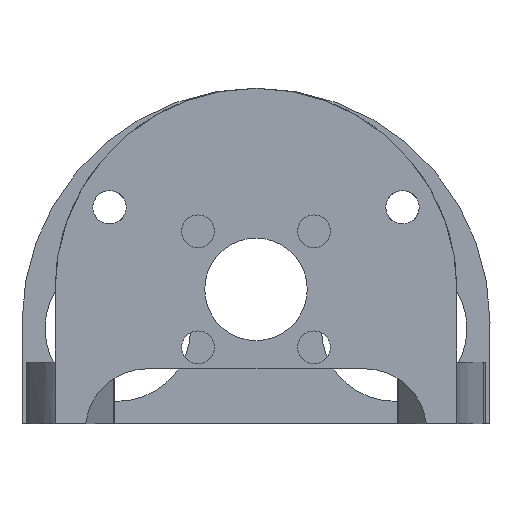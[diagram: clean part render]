
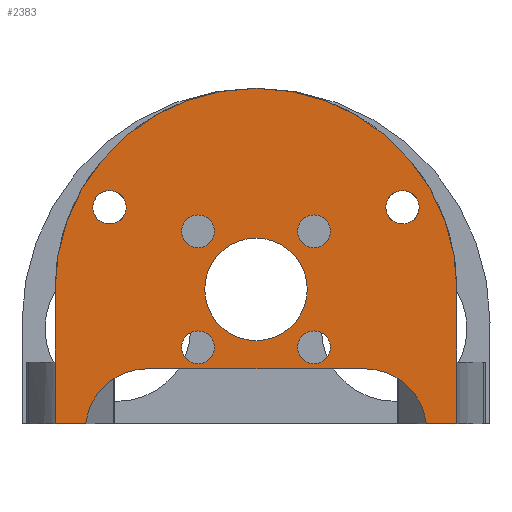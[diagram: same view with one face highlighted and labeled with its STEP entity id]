
A CAD part, left-side view. The second image highlights one B-rep face of the part: STEP entity #2383.
In plain terms, the highlighted planar face has unit normal (-1, 0, 0).
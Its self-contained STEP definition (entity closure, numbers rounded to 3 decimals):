
#43=FACE_BOUND('',#872,.T.);
#44=FACE_BOUND('',#873,.T.);
#45=FACE_BOUND('',#874,.T.);
#46=FACE_BOUND('',#875,.T.);
#47=FACE_BOUND('',#876,.T.);
#48=FACE_BOUND('',#877,.T.);
#49=FACE_BOUND('',#878,.T.);
#288=LINE('',#3947,#514);
#289=LINE('',#3950,#515);
#293=LINE('',#3990,#519);
#303=LINE('',#4013,#529);
#312=LINE('',#4059,#538);
#313=LINE('',#4061,#539);
#314=LINE('',#4063,#540);
#514=VECTOR('',#3166,10.);
#515=VECTOR('',#3169,10.);
#519=VECTOR('',#3177,10.);
#529=VECTOR('',#3203,10.);
#538=VECTOR('',#3258,10.);
#539=VECTOR('',#3261,10.);
#540=VECTOR('',#3264,10.);
#621=PLANE('',#2623);
#735=FACE_OUTER_BOUND('',#871,.T.);
#871=EDGE_LOOP('',(#2189,#2190,#2191,#2192,#2193,#2194,#2195,#2196,#2197,
#2198));
#872=EDGE_LOOP('',(#2199));
#873=EDGE_LOOP('',(#2200));
#874=EDGE_LOOP('',(#2201));
#875=EDGE_LOOP('',(#2202));
#876=EDGE_LOOP('',(#2203));
#877=EDGE_LOOP('',(#2204));
#878=EDGE_LOOP('',(#2205));
#932=CIRCLE('',#2460,19.6);
#942=CIRCLE('',#2476,1.625);
#945=CIRCLE('',#2480,1.625);
#988=CIRCLE('',#2600,6.);
#989=CIRCLE('',#2602,6.);
#996=CIRCLE('',#2611,1.6);
#997=CIRCLE('',#2613,1.6);
#998=CIRCLE('',#2615,5.);
#999=CIRCLE('',#2617,1.6);
#1000=CIRCLE('',#2619,1.6);
#1069=VERTEX_POINT('',#3484);
#1070=VERTEX_POINT('',#3486);
#1092=VERTEX_POINT('',#3545);
#1097=VERTEX_POINT('',#3557);
#1184=VERTEX_POINT('',#3854);
#1186=VERTEX_POINT('',#3874);
#1196=VERTEX_POINT('',#3936);
#1197=VERTEX_POINT('',#3949);
#1200=VERTEX_POINT('',#3978);
#1206=VERTEX_POINT('',#4011);
#1208=VERTEX_POINT('',#4017);
#1209=VERTEX_POINT('',#4021);
#1216=VERTEX_POINT('',#4039);
#1217=VERTEX_POINT('',#4043);
#1218=VERTEX_POINT('',#4047);
#1219=VERTEX_POINT('',#4051);
#1220=VERTEX_POINT('',#4055);
#1296=EDGE_CURVE('',#1069,#1070,#932,.T.);
#1328=EDGE_CURVE('',#1092,#1092,#942,.T.);
#1334=EDGE_CURVE('',#1097,#1097,#945,.T.);
#1508=EDGE_CURVE('',#1186,#1196,#288,.T.);
#1509=EDGE_CURVE('',#1196,#1197,#289,.T.);
#1515=EDGE_CURVE('',#1200,#1184,#293,.T.);
#1527=EDGE_CURVE('',#1206,#1200,#303,.T.);
#1530=EDGE_CURVE('',#1206,#1208,#988,.F.);
#1531=EDGE_CURVE('',#1209,#1197,#989,.F.);
#1541=EDGE_CURVE('',#1216,#1216,#996,.T.);
#1543=EDGE_CURVE('',#1217,#1217,#997,.T.);
#1545=EDGE_CURVE('',#1218,#1218,#998,.T.);
#1547=EDGE_CURVE('',#1219,#1219,#999,.T.);
#1549=EDGE_CURVE('',#1220,#1220,#1000,.T.);
#1550=EDGE_CURVE('',#1208,#1209,#312,.T.);
#1551=EDGE_CURVE('',#1070,#1186,#313,.T.);
#1552=EDGE_CURVE('',#1184,#1069,#314,.T.);
#2189=ORIENTED_EDGE('',*,*,#1527,.F.);
#2190=ORIENTED_EDGE('',*,*,#1530,.T.);
#2191=ORIENTED_EDGE('',*,*,#1550,.T.);
#2192=ORIENTED_EDGE('',*,*,#1531,.T.);
#2193=ORIENTED_EDGE('',*,*,#1509,.F.);
#2194=ORIENTED_EDGE('',*,*,#1508,.F.);
#2195=ORIENTED_EDGE('',*,*,#1551,.F.);
#2196=ORIENTED_EDGE('',*,*,#1296,.F.);
#2197=ORIENTED_EDGE('',*,*,#1552,.F.);
#2198=ORIENTED_EDGE('',*,*,#1515,.F.);
#2199=ORIENTED_EDGE('',*,*,#1328,.T.);
#2200=ORIENTED_EDGE('',*,*,#1334,.T.);
#2201=ORIENTED_EDGE('',*,*,#1549,.F.);
#2202=ORIENTED_EDGE('',*,*,#1547,.F.);
#2203=ORIENTED_EDGE('',*,*,#1545,.F.);
#2204=ORIENTED_EDGE('',*,*,#1543,.F.);
#2205=ORIENTED_EDGE('',*,*,#1541,.F.);
#2383=ADVANCED_FACE('',(#735,#43,#44,#45,#46,#47,#48,#49),#621,.F.);
#2460=AXIS2_PLACEMENT_3D('',#3487,#2755,#2756);
#2476=AXIS2_PLACEMENT_3D('',#3547,#2809,#2810);
#2480=AXIS2_PLACEMENT_3D('',#3559,#2820,#2821);
#2600=AXIS2_PLACEMENT_3D('',#4019,#3209,#3210);
#2602=AXIS2_PLACEMENT_3D('',#4022,#3213,#3214);
#2611=AXIS2_PLACEMENT_3D('',#4041,#3234,#3235);
#2613=AXIS2_PLACEMENT_3D('',#4045,#3239,#3240);
#2615=AXIS2_PLACEMENT_3D('',#4049,#3244,#3245);
#2617=AXIS2_PLACEMENT_3D('',#4053,#3249,#3250);
#2619=AXIS2_PLACEMENT_3D('',#4057,#3254,#3255);
#2623=AXIS2_PLACEMENT_3D('',#4064,#3265,#3266);
#2755=DIRECTION('center_axis',(1.,0.,0.));
#2756=DIRECTION('ref_axis',(0.,1.,0.));
#2809=DIRECTION('center_axis',(1.,0.,0.));
#2810=DIRECTION('ref_axis',(0.,1.,0.));
#2820=DIRECTION('center_axis',(1.,0.,0.));
#2821=DIRECTION('ref_axis',(0.,1.,0.));
#3166=DIRECTION('',(0.,0.,-1.));
#3169=DIRECTION('',(0.,1.,0.));
#3177=DIRECTION('',(0.,0.,1.));
#3203=DIRECTION('',(0.,1.,0.));
#3209=DIRECTION('center_axis',(-1.,0.,0.));
#3210=DIRECTION('ref_axis',(0.,0.994,0.109));
#3213=DIRECTION('center_axis',(-1.,0.,0.));
#3214=DIRECTION('ref_axis',(0.,-0.994,0.109));
#3234=DIRECTION('center_axis',(-1.,0.,0.));
#3235=DIRECTION('ref_axis',(0.,0.,1.));
#3239=DIRECTION('center_axis',(-1.,0.,0.));
#3240=DIRECTION('ref_axis',(0.,0.,1.));
#3244=DIRECTION('center_axis',(-1.,0.,0.));
#3245=DIRECTION('ref_axis',(0.,0.,1.));
#3249=DIRECTION('center_axis',(-1.,0.,0.));
#3250=DIRECTION('ref_axis',(0.,0.,1.));
#3254=DIRECTION('center_axis',(-1.,0.,0.));
#3255=DIRECTION('ref_axis',(0.,0.,1.));
#3258=DIRECTION('',(0.,-1.,0.));
#3261=DIRECTION('',(0.,0.,-1.));
#3264=DIRECTION('',(0.,0.,1.));
#3265=DIRECTION('center_axis',(1.,0.,0.));
#3266=DIRECTION('ref_axis',(0.,0.,1.));
#3484=CARTESIAN_POINT('',(10.1,19.6,0.001));
#3486=CARTESIAN_POINT('',(10.1,-19.6,0.001));
#3487=CARTESIAN_POINT('Origin',(10.1,0.,0.001));
#3545=CARTESIAN_POINT('',(10.099,-15.913,8.001));
#3547=CARTESIAN_POINT('Origin',(10.099,-14.288,8.001));
#3557=CARTESIAN_POINT('',(10.099,12.663,8.001));
#3559=CARTESIAN_POINT('Origin',(10.099,14.288,8.001));
#3854=CARTESIAN_POINT('',(10.101,19.6,-7.099));
#3874=CARTESIAN_POINT('',(10.101,-19.6,-7.099));
#3936=CARTESIAN_POINT('',(10.101,-19.6,-13.099));
#3947=CARTESIAN_POINT('',(10.1,-19.6,0.001));
#3949=CARTESIAN_POINT('',(10.101,-16.6,-13.099));
#3950=CARTESIAN_POINT('',(10.101,-19.6,-13.099));
#3978=CARTESIAN_POINT('',(10.101,19.6,-13.099));
#3990=CARTESIAN_POINT('',(10.101,19.6,-13.099));
#4011=CARTESIAN_POINT('',(10.101,16.6,-13.099));
#4013=CARTESIAN_POINT('',(10.101,16.6,-13.099));
#4017=CARTESIAN_POINT('',(10.101,10.636,-7.756));
#4019=CARTESIAN_POINT('Origin',(10.101,10.636,-13.756));
#4021=CARTESIAN_POINT('',(10.101,-10.636,-7.756));
#4022=CARTESIAN_POINT('Origin',(10.101,-10.636,-13.756));
#4039=CARTESIAN_POINT('',(10.101,5.657,-7.256));
#4041=CARTESIAN_POINT('Origin',(10.1,5.657,-5.656));
#4043=CARTESIAN_POINT('',(10.101,-5.657,-7.256));
#4045=CARTESIAN_POINT('Origin',(10.1,-5.657,-5.656));
#4047=CARTESIAN_POINT('',(10.1,0.,-4.999));
#4049=CARTESIAN_POINT('Origin',(10.1,0.,0.001));
#4051=CARTESIAN_POINT('',(10.1,5.657,4.058));
#4053=CARTESIAN_POINT('Origin',(10.1,5.657,5.658));
#4055=CARTESIAN_POINT('',(10.1,-5.657,4.058));
#4057=CARTESIAN_POINT('Origin',(10.1,-5.657,5.658));
#4059=CARTESIAN_POINT('',(10.101,16.6,-7.756));
#4061=CARTESIAN_POINT('',(10.1,-19.6,0.001));
#4063=CARTESIAN_POINT('',(10.101,19.6,-13.099));
#4064=CARTESIAN_POINT('Origin',(10.1,0.,
3.251));
